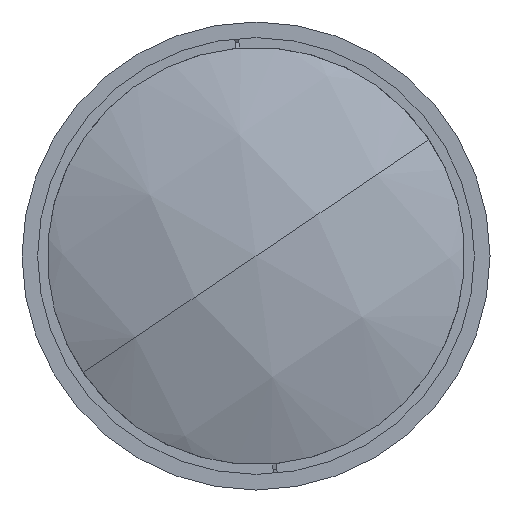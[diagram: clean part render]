
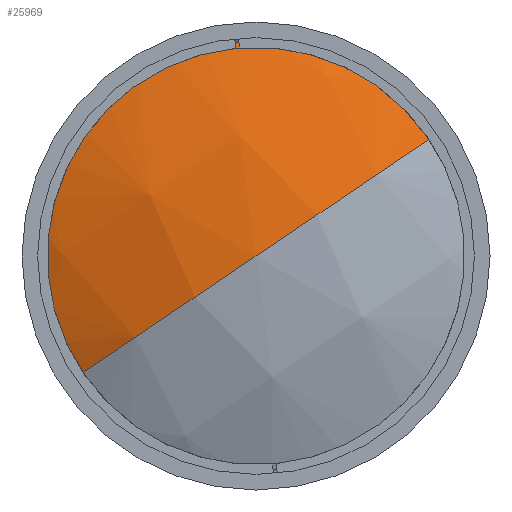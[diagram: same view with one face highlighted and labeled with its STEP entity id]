
A CAD part, left-side view. The second image highlights one B-rep face of the part: STEP entity #25969.
In plain terms, the highlighted spherical face has radius 133.05 mm.
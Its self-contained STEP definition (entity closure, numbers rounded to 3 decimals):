
#1972 = CARTESIAN_POINT ( 'NONE',  ( 13.4, -45.636, 30.697 ) ) ;
#2138 = EDGE_CURVE ( 'NONE', #14100, #15884, #12214, .T. ) ;
#3324 = CIRCLE ( 'NONE', #30646, 55. ) ;
#3580 = DIRECTION ( 'NONE',  ( 0., 0.558, 0.83 ) ) ;
#3875 = AXIS2_PLACEMENT_3D ( 'NONE', #18537, #4351, #20925 ) ;
#4099 = AXIS2_PLACEMENT_3D ( 'NONE', #17772, #3580, #20142 ) ;
#4351 = DIRECTION ( 'NONE',  ( 0., 0.558, 0.83 ) ) ;
#4374 = EDGE_CURVE ( 'NONE', #30632, #14100, #3324, .T. ) ;
#4832 = EDGE_CURVE ( 'NONE', #30632, #15884, #16244, .T. ) ;
#5625 = CARTESIAN_POINT ( 'NONE',  ( 134.55, 0., 0. ) ) ;
#5796 = CARTESIAN_POINT ( 'NONE',  ( 13.4, 45.636, -30.697 ) ) ;
#5974 = ORIENTED_EDGE ( 'NONE', *, *, #4374, .T. ) ;
#7145 = CARTESIAN_POINT ( 'NONE',  ( 1.5, 0., 0. ) ) ;
#8005 = DIRECTION ( 'NONE',  ( 0., 0.83, -0.558 ) ) ;
#10483 = DIRECTION ( 'NONE',  ( -1., 0., 0. ) ) ;
#12214 = CIRCLE ( 'NONE', #3875, 133.05 ) ;
#14100 = VERTEX_POINT ( 'NONE', #5796 ) ;
#14639 = ORIENTED_EDGE ( 'NONE', *, *, #4832, .F. ) ;
#15884 = VERTEX_POINT ( 'NONE', #7145 ) ;
#16244 = CIRCLE ( 'NONE', #30060, 133.05 ) ;
#17772 = CARTESIAN_POINT ( 'NONE',  ( 134.55, 0., 0. ) ) ;
#18537 = CARTESIAN_POINT ( 'NONE',  ( 134.55, 0., 0. ) ) ;
#20142 = DIRECTION ( 'NONE',  ( 0., -0.83, 0.558 ) ) ;
#20925 = DIRECTION ( 'NONE',  ( 0., -0.83, 0.558 ) ) ;
#22032 = SPHERICAL_SURFACE ( 'NONE', #4099, 133.05 ) ;
#22186 = DIRECTION ( 'NONE',  ( 0., -0.558, -0.83 ) ) ;
#24676 = CARTESIAN_POINT ( 'NONE',  ( 13.4, 0., 0. ) ) ;
#25969 = ADVANCED_FACE ( 'NONE', ( #28264 ), #22032, .T. ) ;
#26897 = EDGE_LOOP ( 'NONE', ( #5974, #30694, #14639 ) ) ;
#27032 = DIRECTION ( 'NONE',  ( 0., 0.558, 0.83 ) ) ;
#28264 = FACE_OUTER_BOUND ( 'NONE', #26897, .T. ) ;
#30060 = AXIS2_PLACEMENT_3D ( 'NONE', #5625, #22186, #8005 ) ;
#30632 = VERTEX_POINT ( 'NONE', #1972 ) ;
#30646 = AXIS2_PLACEMENT_3D ( 'NONE', #24676, #10483, #27032 ) ;
#30694 = ORIENTED_EDGE ( 'NONE', *, *, #2138, .T. ) ;
